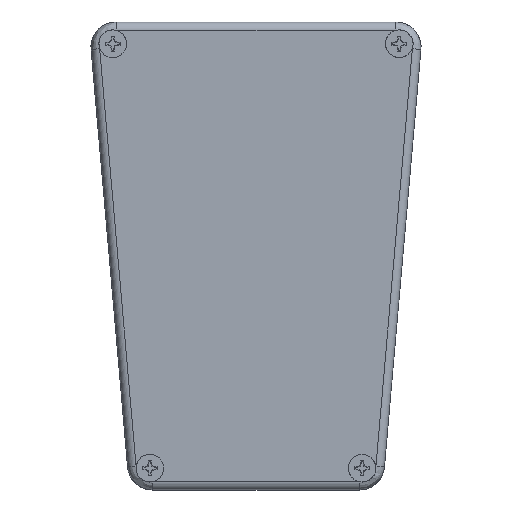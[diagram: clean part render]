
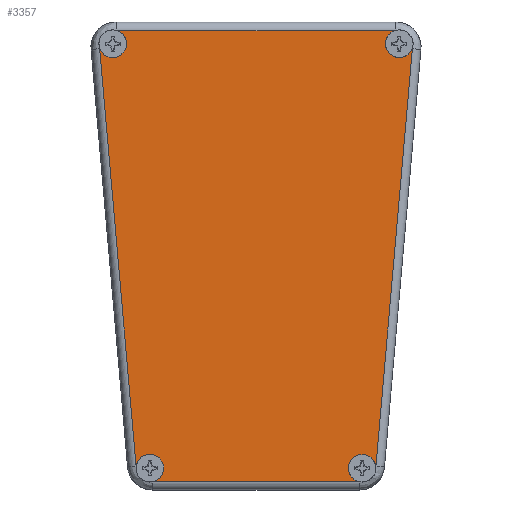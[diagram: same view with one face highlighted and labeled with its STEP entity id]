
A CAD part, top view. The second image highlights one B-rep face of the part: STEP entity #3357.
In plain terms, the highlighted face is planar.
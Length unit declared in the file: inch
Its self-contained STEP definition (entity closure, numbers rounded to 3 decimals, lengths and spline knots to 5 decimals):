
#179=PLANE('',#3735);
#373=FACE_OUTER_BOUND('',#605,.T.);
#605=EDGE_LOOP('',(#2754,#2755,#2756,#2757,#2758,#2759,#2760,#2761,#2762,
#2763,#2764,#2765));
#713=ELLIPSE('',#3736,0.1576,0.15748);
#714=ELLIPSE('',#3737,0.15758,0.15748);
#715=ELLIPSE('',#3738,0.15758,0.15748);
#716=ELLIPSE('',#3739,0.1576,0.15748);
#860=LINE('',#5792,#1112);
#861=LINE('',#5794,#1113);
#862=LINE('',#5798,#1114);
#863=LINE('',#5800,#1115);
#1112=VECTOR('',#4591,3.94796);
#1113=VECTOR('',#4594,1.92178);
#1114=VECTOR('',#4597,3.94796);
#1115=VECTOR('',#4600,2.62178);
#1363=CIRCLE('',#3716,0.12992);
#1366=CIRCLE('',#3721,0.12992);
#1369=CIRCLE('',#3726,0.12992);
#1372=CIRCLE('',#3731,0.12992);
#1602=VERTEX_POINT('',#5678);
#1603=VERTEX_POINT('',#5683);
#1607=VERTEX_POINT('',#5706);
#1608=VERTEX_POINT('',#5721);
#1612=VERTEX_POINT('',#5734);
#1613=VERTEX_POINT('',#5741);
#1617=VERTEX_POINT('',#5762);
#1618=VERTEX_POINT('',#5775);
#1621=VERTEX_POINT('',#5789);
#1622=VERTEX_POINT('',#5791);
#1623=VERTEX_POINT('',#5795);
#1624=VERTEX_POINT('',#5797);
#2010=EDGE_CURVE('',#1602,#1603,#1363,.T.);
#2015=EDGE_CURVE('',#1607,#1608,#1366,.T.);
#2020=EDGE_CURVE('',#1612,#1613,#1369,.T.);
#2025=EDGE_CURVE('',#1617,#1618,#1372,.T.);
#2028=EDGE_CURVE('',#1621,#1603,#713,.T.);
#2029=EDGE_CURVE('',#1622,#1621,#860,.T.);
#2030=EDGE_CURVE('',#1617,#1622,#714,.T.);
#2031=EDGE_CURVE('',#1612,#1618,#861,.T.);
#2032=EDGE_CURVE('',#1623,#1613,#715,.T.);
#2033=EDGE_CURVE('',#1624,#1623,#862,.T.);
#2034=EDGE_CURVE('',#1607,#1624,#716,.T.);
#2035=EDGE_CURVE('',#1602,#1608,#863,.T.);
#2754=ORIENTED_EDGE('',*,*,#2010,.T.);
#2755=ORIENTED_EDGE('',*,*,#2028,.F.);
#2756=ORIENTED_EDGE('',*,*,#2029,.F.);
#2757=ORIENTED_EDGE('',*,*,#2030,.F.);
#2758=ORIENTED_EDGE('',*,*,#2025,.T.);
#2759=ORIENTED_EDGE('',*,*,#2031,.F.);
#2760=ORIENTED_EDGE('',*,*,#2020,.T.);
#2761=ORIENTED_EDGE('',*,*,#2032,.F.);
#2762=ORIENTED_EDGE('',*,*,#2033,.F.);
#2763=ORIENTED_EDGE('',*,*,#2034,.F.);
#2764=ORIENTED_EDGE('',*,*,#2015,.T.);
#2765=ORIENTED_EDGE('',*,*,#2035,.F.);
#3357=ADVANCED_FACE('',(#373),#179,.F.);
#3716=AXIS2_PLACEMENT_3D('',#5698,#4549,#4550);
#3721=AXIS2_PLACEMENT_3D('',#5726,#4559,#4560);
#3726=AXIS2_PLACEMENT_3D('',#5754,#4569,#4570);
#3731=AXIS2_PLACEMENT_3D('',#5782,#4579,#4580);
#3735=AXIS2_PLACEMENT_3D('',#5788,#4587,#4588);
#3736=AXIS2_PLACEMENT_3D('',#5790,#4589,#4590);
#3737=AXIS2_PLACEMENT_3D('',#5793,#4592,#4593);
#3738=AXIS2_PLACEMENT_3D('',#5796,#4595,#4596);
#3739=AXIS2_PLACEMENT_3D('',#5799,#4598,#4599);
#4549=DIRECTION('center_axis',(0.,0.,1.));
#4550=DIRECTION('ref_axis',(-1.,0.,0.));
#4559=DIRECTION('center_axis',(0.,0.,1.));
#4560=DIRECTION('ref_axis',(-1.,0.,0.));
#4569=DIRECTION('center_axis',(0.,0.,1.));
#4570=DIRECTION('ref_axis',(-1.,0.,0.));
#4579=DIRECTION('center_axis',(0.,0.,1.));
#4580=DIRECTION('ref_axis',(-1.,0.,0.));
#4587=DIRECTION('center_axis',(0.,0.,1.));
#4588=DIRECTION('ref_axis',(1.,0.,0.));
#4589=DIRECTION('center_axis',(0.,0.,1.));
#4590=DIRECTION('ref_axis',(0.737,0.676,0.));
#4591=DIRECTION('',(0.087,0.996,0.));
#4592=DIRECTION('center_axis',(0.,0.,1.));
#4593=DIRECTION('ref_axis',(0.676,-0.737,0.));
#4594=DIRECTION('',(1.,0.,0.));
#4595=DIRECTION('center_axis',(0.,0.,1.));
#4596=DIRECTION('ref_axis',(-0.676,-0.737,0.));
#4597=DIRECTION('',(0.087,-0.996,0.));
#4598=DIRECTION('center_axis',(0.,0.,1.));
#4599=DIRECTION('ref_axis',(-0.737,0.676,0.));
#4600=DIRECTION('',(-1.,0.,0.));
#5678=CARTESIAN_POINT('',(1.31089,2.1239,-0.15748));
#5683=CARTESIAN_POINT('',(1.47406,1.96141,-0.15748));
#5698=CARTESIAN_POINT('Origin',(1.35,2.,-0.15748));
#5706=CARTESIAN_POINT('',(-1.47406,1.96141,-0.15748));
#5721=CARTESIAN_POINT('',(-1.31089,2.1239,-0.15748));
#5726=CARTESIAN_POINT('Origin',(-1.35,2.,-0.15748));
#5734=CARTESIAN_POINT('',(-0.96089,-2.1239,-0.15748));
#5741=CARTESIAN_POINT('',(-1.129,-1.98459,-0.15748));
#5754=CARTESIAN_POINT('Origin',(-1.,-2.,-0.15748));
#5762=CARTESIAN_POINT('',(1.129,-1.98459,-0.15748));
#5775=CARTESIAN_POINT('',(0.96089,-2.1239,-0.15748));
#5782=CARTESIAN_POINT('Origin',(1.,-2.,-0.15748));
#5788=CARTESIAN_POINT('Origin',(0.,0.11823,
-0.15748));
#5789=CARTESIAN_POINT('',(1.47354,1.95275,-0.15748));
#5790=CARTESIAN_POINT('Origin',(1.31659,1.96636,-0.15748));
#5791=CARTESIAN_POINT('',(1.12945,-1.98019,-0.15748));
#5792=CARTESIAN_POINT('',(1.20674,-1.09673,-0.15748));
#5793=CARTESIAN_POINT('Origin',(0.97253,-1.96636,-0.15748));
#5794=CARTESIAN_POINT('',(-0.59547,-2.1239,-0.15748));
#5795=CARTESIAN_POINT('',(-1.12945,-1.98019,-0.15748));
#5796=CARTESIAN_POINT('Origin',(-0.97253,-1.96636,-0.15748));
#5797=CARTESIAN_POINT('',(-1.47354,1.95275,-0.15748));
#5798=CARTESIAN_POINT('',(-1.39963,1.108,-0.15748));
#5799=CARTESIAN_POINT('Origin',(-1.31659,1.96636,-0.15748));
#5800=CARTESIAN_POINT('',(0.78836,2.1239,-0.15748));
